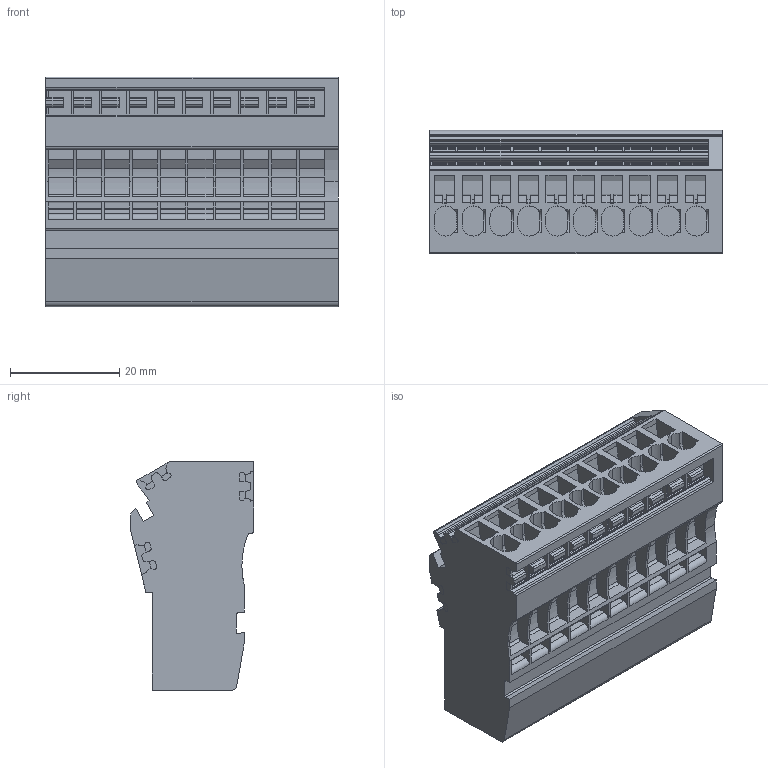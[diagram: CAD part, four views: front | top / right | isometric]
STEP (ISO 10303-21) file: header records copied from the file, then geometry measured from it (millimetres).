
FILE_DESCRIPTION(('CATIA V5R24 STEP','CAx-IF Rec.Pracs.--- Model Styling and Organization---1.2---2011-12-15'),'2;1');
FILE_NAME ('401529_1', '2016-12-07T09:50:34+00:00', ('Weidmueller Interface'), ('Weidmueller'), 'CATIA Version 5-6 Release 2014 SP4 HF52', 'CATIA V5 STEP AP214', 'none');
FILE_SCHEMA(('AUTOMOTIVE_DESIGN { 1 0 10303 214 1 1 1 1 }'));
Products named in the file (1): v5-standard_part
Bounding box: 53.5 x 22.55 x 42 mm (x, y, z)
Volume: 29474.1 mm3; surface area: 18725.8 mm2
Topology: 1 solids, 1 shells, 1981 faces, 5769 edges, 3840 vertices
Faces by surface type: plane 1364, cylinder 617
Entity records: 66419 total; most frequent: CARTESIAN_POINT 12260, ORIENTED_EDGE 11538, DIRECTION 9591, EDGE_CURVE 5769, VECTOR 4355, LINE 4355, VERTEX_POINT 3840, AXIS2_PLACEMENT_3D 3273
